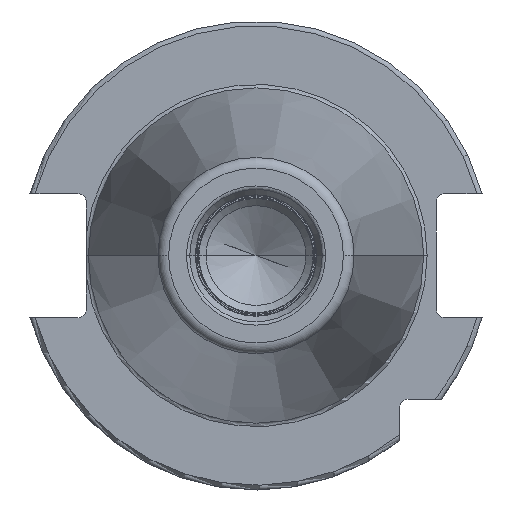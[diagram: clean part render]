
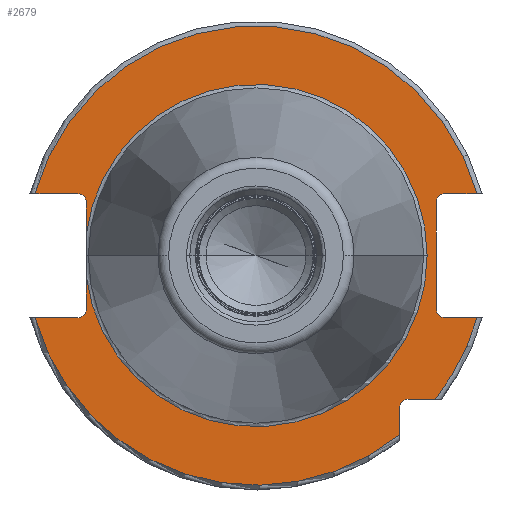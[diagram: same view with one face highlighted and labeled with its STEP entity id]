
A CAD part, left-side view. The second image highlights one B-rep face of the part: STEP entity #2679.
In plain terms, the highlighted planar face has unit normal (-1, 0, 0).
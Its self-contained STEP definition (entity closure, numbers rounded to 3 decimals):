
#105=CARTESIAN_POINT('',(3.2,35.3,-4.415));
#117=CARTESIAN_POINT('',(3.2,0.,0.));
#118=DIRECTION('',(-1.,0.,0.));
#119=DIRECTION('',(0.,0.992,-0.124));
#120=AXIS2_PLACEMENT_3D('',#117,#118,#119);
#545=CARTESIAN_POINT('',(3.2,37.05,-11.15));
#546=DIRECTION('',(1.,0.,0.));
#547=DIRECTION('',(0.,-1.,0.));
#548=AXIS2_PLACEMENT_3D('',#545,#546,#547);
#554=DIRECTION('',(0.,1.,0.));
#555=VECTOR('',#554,6.711);
#556=CARTESIAN_POINT('',(3.2,-45.961,12.9));
#557=LINE('',#556,#555);
#558=DIRECTION('',(0.,0.,1.));
#559=VECTOR('',#558,22.3);
#560=CARTESIAN_POINT('',(3.2,-37.5,-11.15));
#561=LINE('',#560,#559);
#562=DIRECTION('',(0.,1.,0.));
#563=VECTOR('',#562,6.711);
#564=CARTESIAN_POINT('',(3.2,-45.961,-12.9));
#565=LINE('',#564,#563);
#566=CARTESIAN_POINT('',(3.2,0.,0.));
#567=DIRECTION('',(-1.,0.,0.));
#568=DIRECTION('',(0.,-0.78,-0.625));
#569=AXIS2_PLACEMENT_3D('',#566,#567,#568);
#571=DIRECTION('',(0.,-1.,0.));
#572=VECTOR('',#571,5.654);
#573=CARTESIAN_POINT('',(3.2,-31.6,-29.85));
#574=LINE('',#573,#572);
#575=DIRECTION('',(0.,0.,1.));
#576=VECTOR('',#575,5.654);
#577=CARTESIAN_POINT('',(3.2,-29.85,-37.254));
#578=LINE('',#577,#576);
#579=CARTESIAN_POINT('',(3.2,0.,0.));
#580=DIRECTION('',(-1.,0.,0.));
#581=DIRECTION('',(0.,0.963,-0.27));
#582=AXIS2_PLACEMENT_3D('',#579,#580,#581);
#584=DIRECTION('',(0.,-1.,0.));
#585=VECTOR('',#584,8.911);
#586=CARTESIAN_POINT('',(3.2,45.961,-12.9));
#587=LINE('',#586,#585);
#588=DIRECTION('',(0.,0.,-1.));
#589=VECTOR('',#588,6.735);
#590=CARTESIAN_POINT('',(3.2,35.3,-4.415));
#591=LINE('',#590,#589);
#592=DIRECTION('',(0.,0.,-1.));
#593=VECTOR('',#592,6.735);
#594=CARTESIAN_POINT('',(3.2,35.3,11.15));
#595=LINE('',#594,#593);
#596=DIRECTION('',(0.,-1.,0.));
#597=VECTOR('',#596,8.911);
#598=CARTESIAN_POINT('',(3.2,45.961,12.9));
#599=LINE('',#598,#597);
#600=CARTESIAN_POINT('',(3.2,0.,0.));
#601=DIRECTION('',(1.,0.,0.));
#602=DIRECTION('',(0.,0.963,0.27));
#603=AXIS2_PLACEMENT_3D('',#600,#601,#602);
#614=CARTESIAN_POINT('',(3.2,-39.25,11.15));
#615=DIRECTION('',(1.,0.,0.));
#616=DIRECTION('',(0.,1.,0.));
#617=AXIS2_PLACEMENT_3D('',#614,#615,#616);
#632=CARTESIAN_POINT('',(3.2,-39.25,-11.15));
#633=DIRECTION('',(1.,0.,0.));
#634=DIRECTION('',(0.,0.,-1.));
#635=AXIS2_PLACEMENT_3D('',#632,#633,#634);
#756=CARTESIAN_POINT('',(3.2,45.961,-12.9));
#791=CARTESIAN_POINT('',(3.2,-45.961,-12.9));
#798=CARTESIAN_POINT('',(3.2,-37.254,-29.85));
#818=CARTESIAN_POINT('',(3.2,-31.6,-31.6));
#819=DIRECTION('',(1.,0.,0.));
#820=DIRECTION('',(0.,1.,0.));
#821=AXIS2_PLACEMENT_3D('',#818,#819,#820);
#903=CARTESIAN_POINT('',(3.2,37.05,11.15));
#904=DIRECTION('',(1.,0.,0.));
#905=DIRECTION('',(0.,0.,1.));
#906=AXIS2_PLACEMENT_3D('',#903,#904,#905);
#989=CARTESIAN_POINT('',(3.2,45.961,12.9));
#996=CARTESIAN_POINT('',(3.2,-45.961,12.9));
#1304=CARTESIAN_POINT('',(3.2,35.3,4.415));
#1315=CARTESIAN_POINT('',(3.2,0.,0.));
#1316=DIRECTION('',(1.,0.,0.));
#1317=DIRECTION('',(0.,0.992,0.124));
#1318=AXIS2_PLACEMENT_3D('',#1315,#1316,#1317);
#1538=CARTESIAN_POINT('',(3.2,-35.575,0.));
#1540=VERTEX_POINT('',#1538);
#1664=VERTEX_POINT('',#1304);
#1666=VERTEX_POINT('',#105);
#1669=VERTEX_POINT('',#989);
#1670=VERTEX_POINT('',#996);
#1673=VERTEX_POINT('',#756);
#1674=VERTEX_POINT('',#791);
#1697=CARTESIAN_POINT('',(3.2,-29.85,-37.254));
#1698=VERTEX_POINT('',#1697);
#1700=CARTESIAN_POINT('',(3.2,-37.5,-11.15));
#1702=VERTEX_POINT('',#1700);
#1704=CARTESIAN_POINT('',(3.2,-39.25,-12.9));
#1706=VERTEX_POINT('',#1704);
#1708=CARTESIAN_POINT('',(3.2,-39.25,12.9));
#1710=VERTEX_POINT('',#1708);
#1712=CARTESIAN_POINT('',(3.2,-37.5,11.15));
#1714=VERTEX_POINT('',#1712);
#1716=CARTESIAN_POINT('',(3.2,35.3,11.15));
#1718=VERTEX_POINT('',#1716);
#1720=CARTESIAN_POINT('',(3.2,37.05,12.9));
#1722=VERTEX_POINT('',#1720);
#1724=CARTESIAN_POINT('',(3.2,37.05,-12.9));
#1726=VERTEX_POINT('',#1724);
#1728=CARTESIAN_POINT('',(3.2,35.3,-11.15));
#1730=VERTEX_POINT('',#1728);
#1735=CARTESIAN_POINT('',(3.2,-29.85,-31.6));
#1736=CARTESIAN_POINT('',(3.2,-31.6,-29.85));
#1737=VERTEX_POINT('',#1735);
#1738=VERTEX_POINT('',#1736);
#1757=VERTEX_POINT('',#798);
#2639=CARTESIAN_POINT('',(3.2,0.,0.));
#2640=DIRECTION('',(1.,0.,0.));
#2641=DIRECTION('',(0.,-1.,0.));
#2642=AXIS2_PLACEMENT_3D('',#2639,#2640,#2641);
#2643=PLANE('',#2642);
#2645=ORIENTED_EDGE('',*,*,#2644,.T.);
#2647=ORIENTED_EDGE('',*,*,#2646,.F.);
#2649=ORIENTED_EDGE('',*,*,#2648,.F.);
#2651=ORIENTED_EDGE('',*,*,#2650,.F.);
#2653=ORIENTED_EDGE('',*,*,#2652,.F.);
#2655=ORIENTED_EDGE('',*,*,#2654,.F.);
#2657=ORIENTED_EDGE('',*,*,#2656,.F.);
#2659=ORIENTED_EDGE('',*,*,#2658,.F.);
#2661=ORIENTED_EDGE('',*,*,#2660,.F.);
#2663=ORIENTED_EDGE('',*,*,#2662,.F.);
#2664=ORIENTED_EDGE('',*,*,#2611,.T.);
#2665=ORIENTED_EDGE('',*,*,#2600,.F.);
#2666=ORIENTED_EDGE('',*,*,#2008,.F.);
#2667=ORIENTED_EDGE('',*,*,#1983,.T.);
#2669=ORIENTED_EDGE('',*,*,#2668,.F.);
#2670=ORIENTED_EDGE('',*,*,#2003,.F.);
#2672=ORIENTED_EDGE('',*,*,#2671,.F.);
#2674=ORIENTED_EDGE('',*,*,#2673,.F.);
#2676=ORIENTED_EDGE('',*,*,#2675,.T.);
#2677=EDGE_LOOP('',(#2645,#2647,#2649,#2651,#2653,#2655,#2657,#2659,#2661,#2663,
#2664,#2665,#2666,#2667,#2669,#2670,#2672,#2674,#2676));
#2678=FACE_OUTER_BOUND('',#2677,.F.);
#2679=ADVANCED_FACE('',(#2678),#2643,.F.);
#121=CIRCLE('',#120,35.575);
#549=CIRCLE('',#548,1.75);
#570=CIRCLE('',#569,47.738);
#583=CIRCLE('',#582,47.738);
#604=CIRCLE('',#603,47.738);
#618=CIRCLE('',#617,1.75);
#636=CIRCLE('',#635,1.75);
#822=CIRCLE('',#821,1.75);
#907=CIRCLE('',#906,1.75);
#1319=CIRCLE('',#1318,35.575);
#1983=EDGE_CURVE('',#1666,#1540,#121,.T.);
#2003=EDGE_CURVE('',#1718,#1664,#595,.T.);
#2008=EDGE_CURVE('',#1666,#1730,#591,.T.);
#2600=EDGE_CURVE('',#1730,#1726,#549,.T.);
#2611=EDGE_CURVE('',#1673,#1726,#587,.T.);
#2644=EDGE_CURVE('',#1670,#1710,#557,.T.);
#2646=EDGE_CURVE('',#1714,#1710,#618,.T.);
#2648=EDGE_CURVE('',#1702,#1714,#561,.T.);
#2650=EDGE_CURVE('',#1706,#1702,#636,.T.);
#2652=EDGE_CURVE('',#1674,#1706,#565,.T.);
#2654=EDGE_CURVE('',#1757,#1674,#570,.T.);
#2656=EDGE_CURVE('',#1738,#1757,#574,.T.);
#2658=EDGE_CURVE('',#1737,#1738,#822,.T.);
#2660=EDGE_CURVE('',#1698,#1737,#578,.T.);
#2662=EDGE_CURVE('',#1673,#1698,#583,.T.);
#2668=EDGE_CURVE('',#1664,#1540,#1319,.T.);
#2671=EDGE_CURVE('',#1722,#1718,#907,.T.);
#2673=EDGE_CURVE('',#1669,#1722,#599,.T.);
#2675=EDGE_CURVE('',#1669,#1670,#604,.T.);
